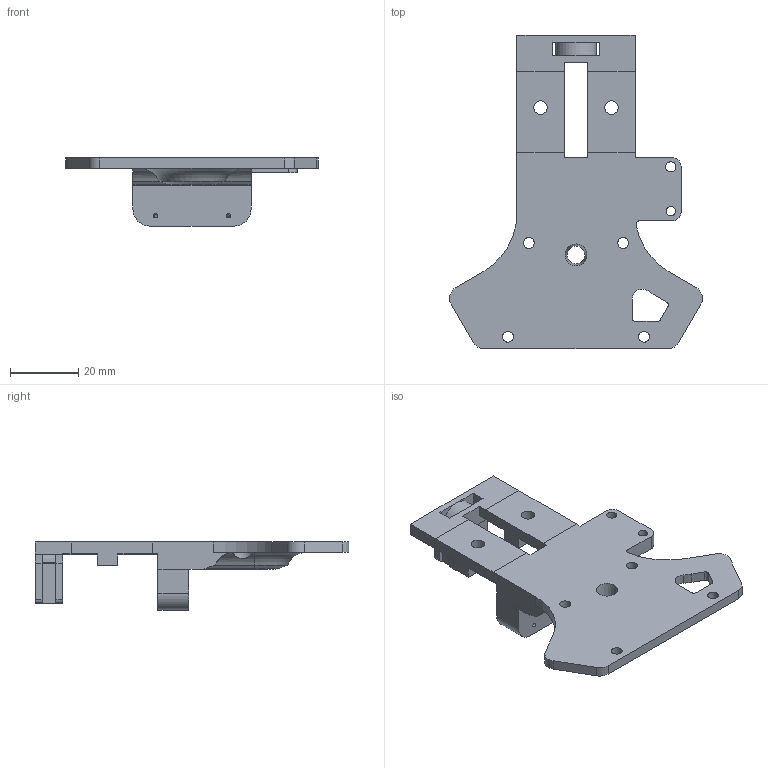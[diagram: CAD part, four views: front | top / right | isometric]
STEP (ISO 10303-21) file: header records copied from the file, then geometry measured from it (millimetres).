
FILE_DESCRIPTION(/* description */ (''),/* implementation_level */ '2;1');
FILE_NAME(/* name */ 'Carriage Back Plate.step',/* time_stamp */ '2020-06-27T11:11:33+01:00',/* author */ (''),/* organization */ (''),/* preprocessor_version */ 'ST-DEVELOPER v18.1',/* originating_system */ 'Autodesk Translation Framework v9.3.0.1241',/* authorisation */ '');
FILE_SCHEMA (('AUTOMOTIVE_DESIGN { 1 0 10303 214 3 1 1 }'));
Length unit declared in the file: millimetre
Products named in the file (1): Carriage Back Plate
Bounding box: 74.3 x 92.07 x 20 mm (x, y, z)
Volume: 22549.3 mm3; surface area: 13825.7 mm2
Topology: 6 solids, 6 shells, 479 faces, 1379 edges, 911 vertices
Faces by surface type: plane 259, cylinder 215, torus 3, cone 2
Full cylindrical faces by diameter (mm): 1.25 x2, 2.5 x2, 2.75 x1, 3 x1, 3.2 x4, 4 x2, 5.2 x1
Entity records: 15937 total; most frequent: CARTESIAN_POINT 2861, DIRECTION 2767, ORIENTED_EDGE 2758, EDGE_CURVE 1379, LINE 939, VECTOR 939, AXIS2_PLACEMENT_3D 914, VERTEX_POINT 911
